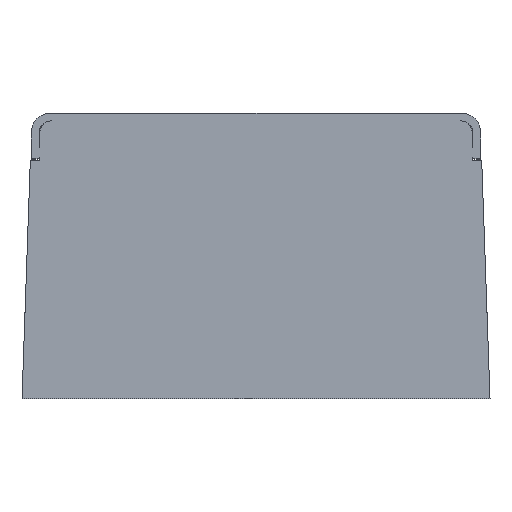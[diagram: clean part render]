
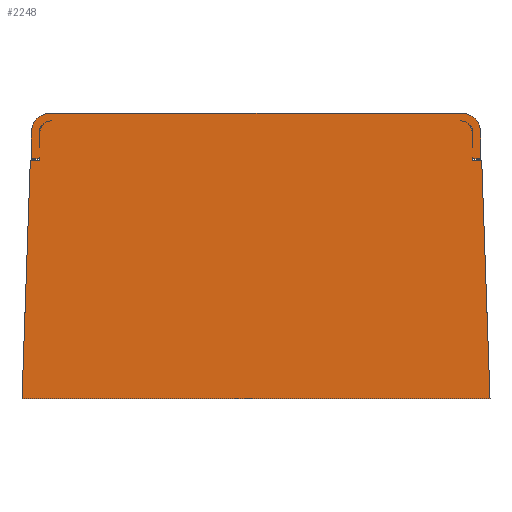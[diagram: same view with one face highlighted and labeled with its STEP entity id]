
A CAD part, top view. The second image highlights one B-rep face of the part: STEP entity #2248.
In plain terms, the highlighted planar face has unit normal (0, 0, 1).
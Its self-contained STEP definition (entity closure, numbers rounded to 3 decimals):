
#306=CARTESIAN_POINT('',(-51.7,33.998,30.));
#312=DIRECTION('',(0.,1.,0.));
#313=VECTOR('',#312,0.673);
#314=CARTESIAN_POINT('',(-54.5,24.,30.));
#315=LINE('',#314,#313);
#316=CARTESIAN_POINT('',(-55.2,26.,30.));
#317=DIRECTION('',(0.,0.,-1.));
#318=DIRECTION('',(0.467,-0.884,0.));
#319=AXIS2_PLACEMENT_3D('',#316,#317,#318);
#321=DIRECTION('',(-1.,0.,0.));
#322=VECTOR('',#321,1.5);
#323=CARTESIAN_POINT('',(-55.2,24.5,30.));
#324=LINE('',#323,#322);
#325=DIRECTION('',(0.,1.,0.));
#326=VECTOR('',#325,6.5);
#327=CARTESIAN_POINT('',(-56.7,24.5,30.));
#328=LINE('',#327,#326);
#329=CARTESIAN_POINT('',(-51.7,31.,30.));
#330=DIRECTION('',(0.,0.,-1.));
#331=DIRECTION('',(-1.,0.,0.));
#332=AXIS2_PLACEMENT_3D('',#329,#330,#331);
#334=DIRECTION('',(1.,0.,0.));
#335=VECTOR('',#334,103.4);
#336=CARTESIAN_POINT('',(-51.7,36.,30.));
#337=LINE('',#336,#335);
#338=CARTESIAN_POINT('',(51.7,31.,30.));
#339=DIRECTION('',(0.,0.,-1.));
#340=DIRECTION('',(0.,1.,0.));
#341=AXIS2_PLACEMENT_3D('',#338,#339,#340);
#343=DIRECTION('',(0.,-1.,0.));
#344=VECTOR('',#343,6.5);
#345=CARTESIAN_POINT('',(56.7,31.,30.));
#346=LINE('',#345,#344);
#347=DIRECTION('',(-1.,0.,0.));
#348=VECTOR('',#347,1.5);
#349=CARTESIAN_POINT('',(56.7,24.5,30.));
#350=LINE('',#349,#348);
#351=CARTESIAN_POINT('',(55.2,26.,30.));
#352=DIRECTION('',(0.,0.,-1.));
#353=DIRECTION('',(0.,-1.,0.));
#354=AXIS2_PLACEMENT_3D('',#351,#352,#353);
#356=DIRECTION('',(0.,-1.,0.));
#357=VECTOR('',#356,0.673);
#358=CARTESIAN_POINT('',(54.5,24.673,30.));
#359=LINE('',#358,#357);
#360=DIRECTION('',(1.,0.,0.));
#361=VECTOR('',#360,2.405);
#362=CARTESIAN_POINT('',(54.5,24.,30.));
#363=LINE('',#362,#361);
#364=DIRECTION('',(0.035,-0.999,0.));
#365=VECTOR('',#364,60.037);
#366=CARTESIAN_POINT('',(56.905,24.,30.));
#367=LINE('',#366,#365);
#368=DIRECTION('',(-1.,0.,0.));
#369=VECTOR('',#368,118.);
#370=CARTESIAN_POINT('',(59.,-36.,30.));
#371=LINE('',#370,#369);
#372=DIRECTION('',(0.035,0.999,0.));
#373=VECTOR('',#372,60.037);
#374=CARTESIAN_POINT('',(-59.,-36.,30.));
#375=LINE('',#374,#373);
#376=DIRECTION('',(1.,0.,0.));
#377=VECTOR('',#376,2.405);
#378=CARTESIAN_POINT('',(-56.905,24.,30.));
#379=LINE('',#378,#377);
#380=CARTESIAN_POINT('',(51.5,31.,30.));
#381=DIRECTION('',(0.,0.,-1.));
#382=DIRECTION('',(0.066,0.998,0.));
#383=AXIS2_PLACEMENT_3D('',#380,#381,#382);
#385=DIRECTION('',(0.,-1.,0.));
#386=VECTOR('',#385,3.6);
#387=CARTESIAN_POINT('',(54.5,31.,30.));
#388=LINE('',#387,#386);
#389=CARTESIAN_POINT('',(53.7,28.,30.));
#390=DIRECTION('',(0.,0.,1.));
#391=DIRECTION('',(0.8,-0.6,0.));
#392=AXIS2_PLACEMENT_3D('',#389,#390,#391);
#394=DIRECTION('',(0.,1.,0.));
#395=VECTOR('',#394,3.);
#396=CARTESIAN_POINT('',(54.7,28.,30.));
#397=LINE('',#396,#395);
#398=CARTESIAN_POINT('',(51.7,31.,30.));
#399=DIRECTION('',(0.,0.,1.));
#400=DIRECTION('',(1.,0.,0.));
#401=AXIS2_PLACEMENT_3D('',#398,#399,#400);
#403=CARTESIAN_POINT('',(-51.7,31.,30.));
#404=DIRECTION('',(0.,0.,1.));
#405=DIRECTION('',(0.,1.,0.));
#406=AXIS2_PLACEMENT_3D('',#403,#404,#405);
#408=DIRECTION('',(0.,-1.,0.));
#409=VECTOR('',#408,3.);
#410=CARTESIAN_POINT('',(-54.7,31.,30.));
#411=LINE('',#410,#409);
#412=CARTESIAN_POINT('',(-53.7,28.,30.));
#413=DIRECTION('',(0.,0.,1.));
#414=DIRECTION('',(-1.,0.,0.));
#415=AXIS2_PLACEMENT_3D('',#412,#413,#414);
#417=DIRECTION('',(0.,1.,0.));
#418=VECTOR('',#417,3.6);
#419=CARTESIAN_POINT('',(-54.5,27.4,30.));
#420=LINE('',#419,#418);
#421=CARTESIAN_POINT('',(-51.5,31.,30.));
#422=DIRECTION('',(0.,0.,-1.));
#423=DIRECTION('',(-1.,0.,0.));
#424=AXIS2_PLACEMENT_3D('',#421,#422,#423);
#1489=CARTESIAN_POINT('',(51.7,33.998,30.));
#1609=VERTEX_POINT('',#306);
#1610=CARTESIAN_POINT('',(-54.5,31.,30.));
#1611=VERTEX_POINT('',#1610);
#1618=VERTEX_POINT('',#1489);
#1674=CARTESIAN_POINT('',(-54.5,27.4,30.));
#1675=VERTEX_POINT('',#1674);
#1678=CARTESIAN_POINT('',(-54.7,28.,30.));
#1679=VERTEX_POINT('',#1678);
#1726=CARTESIAN_POINT('',(54.5,31.,30.));
#1727=VERTEX_POINT('',#1726);
#1728=CARTESIAN_POINT('',(54.5,27.4,30.));
#1729=VERTEX_POINT('',#1728);
#1730=CARTESIAN_POINT('',(54.7,28.,30.));
#1731=VERTEX_POINT('',#1730);
#1732=CARTESIAN_POINT('',(54.7,31.,30.));
#1733=VERTEX_POINT('',#1732);
#1734=CARTESIAN_POINT('',(-54.5,24.,30.));
#1735=CARTESIAN_POINT('',(-54.5,24.673,30.));
#1736=VERTEX_POINT('',#1734);
#1737=VERTEX_POINT('',#1735);
#1738=CARTESIAN_POINT('',(-55.2,24.5,30.));
#1739=VERTEX_POINT('',#1738);
#1740=CARTESIAN_POINT('',(-56.7,24.5,30.));
#1741=VERTEX_POINT('',#1740);
#1742=CARTESIAN_POINT('',(-56.7,31.,30.));
#1743=VERTEX_POINT('',#1742);
#1744=CARTESIAN_POINT('',(-51.7,36.,30.));
#1745=VERTEX_POINT('',#1744);
#1746=CARTESIAN_POINT('',(51.7,36.,30.));
#1747=VERTEX_POINT('',#1746);
#1748=CARTESIAN_POINT('',(56.7,31.,30.));
#1749=VERTEX_POINT('',#1748);
#1750=CARTESIAN_POINT('',(56.7,24.5,30.));
#1751=VERTEX_POINT('',#1750);
#1752=CARTESIAN_POINT('',(55.2,24.5,30.));
#1753=VERTEX_POINT('',#1752);
#1754=CARTESIAN_POINT('',(54.5,24.673,30.));
#1755=VERTEX_POINT('',#1754);
#1756=CARTESIAN_POINT('',(54.5,24.,30.));
#1757=VERTEX_POINT('',#1756);
#1758=CARTESIAN_POINT('',(56.905,24.,30.));
#1759=VERTEX_POINT('',#1758);
#1760=CARTESIAN_POINT('',(59.,-36.,30.));
#1761=VERTEX_POINT('',#1760);
#1762=CARTESIAN_POINT('',(-59.,-36.,30.));
#1763=VERTEX_POINT('',#1762);
#1764=CARTESIAN_POINT('',(-56.905,24.,30.));
#1765=VERTEX_POINT('',#1764);
#1766=CARTESIAN_POINT('',(-54.7,31.,30.));
#1767=VERTEX_POINT('',#1766);
#2187=CARTESIAN_POINT('',(0.,0.,30.));
#2188=DIRECTION('',(0.,0.,1.));
#2189=DIRECTION('',(1.,0.,0.));
#2190=AXIS2_PLACEMENT_3D('',#2187,#2188,#2189);
#2191=PLANE('',#2190);
#2193=ORIENTED_EDGE('',*,*,#2192,.T.);
#2195=ORIENTED_EDGE('',*,*,#2194,.T.);
#2197=ORIENTED_EDGE('',*,*,#2196,.T.);
#2199=ORIENTED_EDGE('',*,*,#2198,.T.);
#2201=ORIENTED_EDGE('',*,*,#2200,.T.);
#2203=ORIENTED_EDGE('',*,*,#2202,.T.);
#2205=ORIENTED_EDGE('',*,*,#2204,.T.);
#2207=ORIENTED_EDGE('',*,*,#2206,.T.);
#2209=ORIENTED_EDGE('',*,*,#2208,.T.);
#2210=ORIENTED_EDGE('',*,*,#2011,.T.);
#2212=ORIENTED_EDGE('',*,*,#2211,.T.);
#2214=ORIENTED_EDGE('',*,*,#2213,.T.);
#2216=ORIENTED_EDGE('',*,*,#2215,.T.);
#2218=ORIENTED_EDGE('',*,*,#2217,.T.);
#2220=ORIENTED_EDGE('',*,*,#2219,.T.);
#2222=ORIENTED_EDGE('',*,*,#2221,.T.);
#2223=EDGE_LOOP('',(#2193,#2195,#2197,#2199,#2201,#2203,#2205,#2207,#2209,#2210,
#2212,#2214,#2216,#2218,#2220,#2222));
#2224=FACE_OUTER_BOUND('',#2223,.F.);
#2226=ORIENTED_EDGE('',*,*,#2225,.T.);
#2228=ORIENTED_EDGE('',*,*,#2227,.T.);
#2230=ORIENTED_EDGE('',*,*,#2229,.T.);
#2232=ORIENTED_EDGE('',*,*,#2231,.T.);
#2234=ORIENTED_EDGE('',*,*,#2233,.T.);
#2235=EDGE_LOOP('',(#2226,#2228,#2230,#2232,#2234));
#2236=FACE_BOUND('',#2235,.F.);
#2238=ORIENTED_EDGE('',*,*,#2237,.T.);
#2240=ORIENTED_EDGE('',*,*,#2239,.T.);
#2242=ORIENTED_EDGE('',*,*,#2241,.T.);
#2244=ORIENTED_EDGE('',*,*,#2243,.T.);
#2245=ORIENTED_EDGE('',*,*,#2179,.T.);
#2246=EDGE_LOOP('',(#2238,#2240,#2242,#2244,#2245));
#2247=FACE_BOUND('',#2246,.F.);
#320=CIRCLE('',#319,1.5);
#333=CIRCLE('',#332,5.);
#342=CIRCLE('',#341,5.);
#355=CIRCLE('',#354,1.5);
#384=CIRCLE('',#383,3.);
#393=CIRCLE('',#392,1.);
#402=CIRCLE('',#401,3.);
#407=CIRCLE('',#406,3.);
#416=CIRCLE('',#415,1.);
#425=CIRCLE('',#424,3.);
#2011=EDGE_CURVE('',#1753,#1755,#355,.T.);
#2179=EDGE_CURVE('',#1611,#1609,#425,.T.);
#2192=EDGE_CURVE('',#1736,#1737,#315,.T.);
#2194=EDGE_CURVE('',#1737,#1739,#320,.T.);
#2196=EDGE_CURVE('',#1739,#1741,#324,.T.);
#2198=EDGE_CURVE('',#1741,#1743,#328,.T.);
#2200=EDGE_CURVE('',#1743,#1745,#333,.T.);
#2202=EDGE_CURVE('',#1745,#1747,#337,.T.);
#2204=EDGE_CURVE('',#1747,#1749,#342,.T.);
#2206=EDGE_CURVE('',#1749,#1751,#346,.T.);
#2208=EDGE_CURVE('',#1751,#1753,#350,.T.);
#2211=EDGE_CURVE('',#1755,#1757,#359,.T.);
#2213=EDGE_CURVE('',#1757,#1759,#363,.T.);
#2215=EDGE_CURVE('',#1759,#1761,#367,.T.);
#2217=EDGE_CURVE('',#1761,#1763,#371,.T.);
#2219=EDGE_CURVE('',#1763,#1765,#375,.T.);
#2221=EDGE_CURVE('',#1765,#1736,#379,.T.);
#2225=EDGE_CURVE('',#1618,#1727,#384,.T.);
#2227=EDGE_CURVE('',#1727,#1729,#388,.T.);
#2229=EDGE_CURVE('',#1729,#1731,#393,.T.);
#2231=EDGE_CURVE('',#1731,#1733,#397,.T.);
#2233=EDGE_CURVE('',#1733,#1618,#402,.T.);
#2237=EDGE_CURVE('',#1609,#1767,#407,.T.);
#2239=EDGE_CURVE('',#1767,#1679,#411,.T.);
#2241=EDGE_CURVE('',#1679,#1675,#416,.T.);
#2243=EDGE_CURVE('',#1675,#1611,#420,.T.);
#2248=ADVANCED_FACE('',(#2224,#2236,#2247),#2191,.T.);
